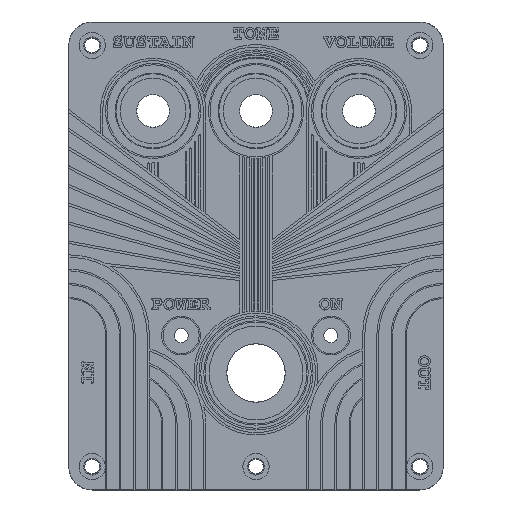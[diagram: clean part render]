
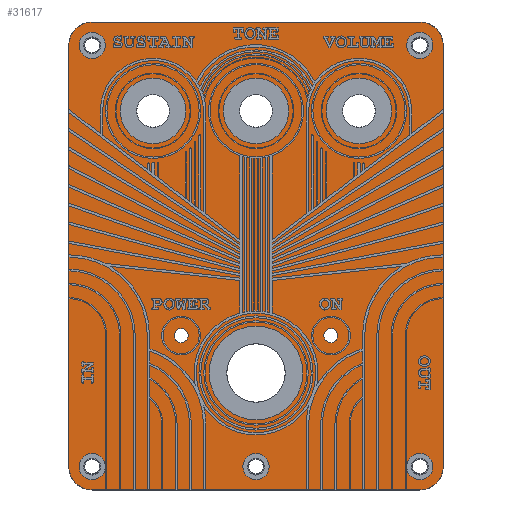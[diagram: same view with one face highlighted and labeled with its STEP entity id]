
A CAD part, top view. The second image highlights one B-rep face of the part: STEP entity #31617.
In plain terms, the highlighted planar face has unit normal (0, 0, 1).
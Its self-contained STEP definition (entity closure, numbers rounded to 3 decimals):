
#31617 = ADVANCED_FACE('',(#31618,#31752,#31763,#31774,#31785,#31796,
    #31807,#31818,#31829,#31840,#31851,#31862),#31873,.T.);
#31618 = FACE_BOUND('',#31619,.F.);
#31619 = EDGE_LOOP('',(#31620,#31631,#31639,#31647,#31655,#31664,#31672,
    #31680,#31688,#31697,#31705,#31713,#31721,#31730,#31738,#31746));
#31620 = ORIENTED_EDGE('',*,*,#31621,.T.);
#31621 = EDGE_CURVE('',#31622,#31624,#31626,.T.);
#31622 = VERTEX_POINT('',#31623);
#31623 = CARTESIAN_POINT('',(0.002,-4.782,1.56));
#31624 = VERTEX_POINT('',#31625);
#31625 = CARTESIAN_POINT('',(4.782,-0.002,1.56));
#31626 = CIRCLE('',#31627,5.002);
#31627 = AXIS2_PLACEMENT_3D('',#31628,#31629,#31630);
#31628 = CARTESIAN_POINT('',(5.,-5.,1.56));
#31629 = DIRECTION('',(0.,0.,-1.));
#31630 = DIRECTION('',(-0.999,0.044,0.));
#31631 = ORIENTED_EDGE('',*,*,#31632,.T.);
#31632 = EDGE_CURVE('',#31624,#31633,#31635,.T.);
#31633 = VERTEX_POINT('',#31634);
#31634 = CARTESIAN_POINT('',(5.,-0.,1.56));
#31635 = LINE('',#31636,#31637);
#31636 = CARTESIAN_POINT('',(4.782,-0.002,1.56));
#31637 = VECTOR('',#31638,1.);
#31638 = DIRECTION('',(1.,0.011,0.));
#31639 = ORIENTED_EDGE('',*,*,#31640,.T.);
#31640 = EDGE_CURVE('',#31633,#31641,#31643,.T.);
#31641 = VERTEX_POINT('',#31642);
#31642 = CARTESIAN_POINT('',(75.,-0.,1.56));
#31643 = LINE('',#31644,#31645);
#31644 = CARTESIAN_POINT('',(5.,-0.,1.56));
#31645 = VECTOR('',#31646,1.);
#31646 = DIRECTION('',(1.,0.,0.));
#31647 = ORIENTED_EDGE('',*,*,#31648,.T.);
#31648 = EDGE_CURVE('',#31641,#31649,#31651,.T.);
#31649 = VERTEX_POINT('',#31650);
#31650 = CARTESIAN_POINT('',(75.218,-0.002,1.56));
#31651 = LINE('',#31652,#31653);
#31652 = CARTESIAN_POINT('',(75.,-0.,1.56));
#31653 = VECTOR('',#31654,1.);
#31654 = DIRECTION('',(1.,-0.011,0.));
#31655 = ORIENTED_EDGE('',*,*,#31656,.T.);
#31656 = EDGE_CURVE('',#31649,#31657,#31659,.T.);
#31657 = VERTEX_POINT('',#31658);
#31658 = CARTESIAN_POINT('',(79.998,-4.782,1.56));
#31659 = CIRCLE('',#31660,5.002);
#31660 = AXIS2_PLACEMENT_3D('',#31661,#31662,#31663);
#31661 = CARTESIAN_POINT('',(75.,-5.,1.56));
#31662 = DIRECTION('',(0.,0.,-1.));
#31663 = DIRECTION('',(0.044,0.999,0.));
#31664 = ORIENTED_EDGE('',*,*,#31665,.T.);
#31665 = EDGE_CURVE('',#31657,#31666,#31668,.T.);
#31666 = VERTEX_POINT('',#31667);
#31667 = CARTESIAN_POINT('',(80.,-5.,1.56));
#31668 = LINE('',#31669,#31670);
#31669 = CARTESIAN_POINT('',(79.998,-4.782,1.56));
#31670 = VECTOR('',#31671,1.);
#31671 = DIRECTION('',(0.011,-1.,0.));
#31672 = ORIENTED_EDGE('',*,*,#31673,.T.);
#31673 = EDGE_CURVE('',#31666,#31674,#31676,.T.);
#31674 = VERTEX_POINT('',#31675);
#31675 = CARTESIAN_POINT('',(80.,-95.,1.56));
#31676 = LINE('',#31677,#31678);
#31677 = CARTESIAN_POINT('',(80.,-5.,1.56));
#31678 = VECTOR('',#31679,1.);
#31679 = DIRECTION('',(0.,-1.,0.));
#31680 = ORIENTED_EDGE('',*,*,#31681,.T.);
#31681 = EDGE_CURVE('',#31674,#31682,#31684,.T.);
#31682 = VERTEX_POINT('',#31683);
#31683 = CARTESIAN_POINT('',(79.998,-95.218,1.56));
#31684 = LINE('',#31685,#31686);
#31685 = CARTESIAN_POINT('',(80.,-95.,1.56));
#31686 = VECTOR('',#31687,1.);
#31687 = DIRECTION('',(-0.011,-1.,0.));
#31688 = ORIENTED_EDGE('',*,*,#31689,.T.);
#31689 = EDGE_CURVE('',#31682,#31690,#31692,.T.);
#31690 = VERTEX_POINT('',#31691);
#31691 = CARTESIAN_POINT('',(75.218,-99.998,1.56));
#31692 = CIRCLE('',#31693,5.002);
#31693 = AXIS2_PLACEMENT_3D('',#31694,#31695,#31696);
#31694 = CARTESIAN_POINT('',(75.,-95.,1.56));
#31695 = DIRECTION('',(0.,0.,-1.));
#31696 = DIRECTION('',(0.999,-0.044,0.));
#31697 = ORIENTED_EDGE('',*,*,#31698,.T.);
#31698 = EDGE_CURVE('',#31690,#31699,#31701,.T.);
#31699 = VERTEX_POINT('',#31700);
#31700 = CARTESIAN_POINT('',(75.,-100.,1.56));
#31701 = LINE('',#31702,#31703);
#31702 = CARTESIAN_POINT('',(75.218,-99.998,1.56));
#31703 = VECTOR('',#31704,1.);
#31704 = DIRECTION('',(-1.,-0.011,0.));
#31705 = ORIENTED_EDGE('',*,*,#31706,.T.);
#31706 = EDGE_CURVE('',#31699,#31707,#31709,.T.);
#31707 = VERTEX_POINT('',#31708);
#31708 = CARTESIAN_POINT('',(5.,-100.,1.56));
#31709 = LINE('',#31710,#31711);
#31710 = CARTESIAN_POINT('',(75.,-100.,1.56));
#31711 = VECTOR('',#31712,1.);
#31712 = DIRECTION('',(-1.,0.,0.));
#31713 = ORIENTED_EDGE('',*,*,#31714,.T.);
#31714 = EDGE_CURVE('',#31707,#31715,#31717,.T.);
#31715 = VERTEX_POINT('',#31716);
#31716 = CARTESIAN_POINT('',(4.782,-99.998,1.56));
#31717 = LINE('',#31718,#31719);
#31718 = CARTESIAN_POINT('',(5.,-100.,1.56));
#31719 = VECTOR('',#31720,1.);
#31720 = DIRECTION('',(-1.,0.011,0.));
#31721 = ORIENTED_EDGE('',*,*,#31722,.T.);
#31722 = EDGE_CURVE('',#31715,#31723,#31725,.T.);
#31723 = VERTEX_POINT('',#31724);
#31724 = CARTESIAN_POINT('',(0.002,-95.218,1.56));
#31725 = CIRCLE('',#31726,5.002);
#31726 = AXIS2_PLACEMENT_3D('',#31727,#31728,#31729);
#31727 = CARTESIAN_POINT('',(5.,-95.,1.56));
#31728 = DIRECTION('',(0.,0.,-1.));
#31729 = DIRECTION('',(-0.044,-0.999,-0.));
#31730 = ORIENTED_EDGE('',*,*,#31731,.T.);
#31731 = EDGE_CURVE('',#31723,#31732,#31734,.T.);
#31732 = VERTEX_POINT('',#31733);
#31733 = CARTESIAN_POINT('',(0.,-95.,1.56));
#31734 = LINE('',#31735,#31736);
#31735 = CARTESIAN_POINT('',(0.002,-95.218,1.56));
#31736 = VECTOR('',#31737,1.);
#31737 = DIRECTION('',(-0.011,1.,0.));
#31738 = ORIENTED_EDGE('',*,*,#31739,.T.);
#31739 = EDGE_CURVE('',#31732,#31740,#31742,.T.);
#31740 = VERTEX_POINT('',#31741);
#31741 = CARTESIAN_POINT('',(0.,-5.,1.56));
#31742 = LINE('',#31743,#31744);
#31743 = CARTESIAN_POINT('',(0.,-95.,1.56));
#31744 = VECTOR('',#31745,1.);
#31745 = DIRECTION('',(0.,1.,0.));
#31746 = ORIENTED_EDGE('',*,*,#31747,.T.);
#31747 = EDGE_CURVE('',#31740,#31622,#31748,.T.);
#31748 = LINE('',#31749,#31750);
#31749 = CARTESIAN_POINT('',(0.,-5.,1.56));
#31750 = VECTOR('',#31751,1.);
#31751 = DIRECTION('',(0.011,1.,0.));
#31752 = FACE_BOUND('',#31753,.F.);
#31753 = EDGE_LOOP('',(#31754));
#31754 = ORIENTED_EDGE('',*,*,#31755,.T.);
#31755 = EDGE_CURVE('',#31756,#31756,#31758,.T.);
#31756 = VERTEX_POINT('',#31757);
#31757 = CARTESIAN_POINT('',(7.8,-95.,1.56));
#31758 = CIRCLE('',#31759,2.8);
#31759 = AXIS2_PLACEMENT_3D('',#31760,#31761,#31762);
#31760 = CARTESIAN_POINT('',(5.,-95.,1.56));
#31761 = DIRECTION('',(0.,0.,1.));
#31762 = DIRECTION('',(1.,0.,-0.));
#31763 = FACE_BOUND('',#31764,.F.);
#31764 = EDGE_LOOP('',(#31765));
#31765 = ORIENTED_EDGE('',*,*,#31766,.T.);
#31766 = EDGE_CURVE('',#31767,#31767,#31769,.T.);
#31767 = VERTEX_POINT('',#31768);
#31768 = CARTESIAN_POINT('',(42.8,-95.,1.56));
#31769 = CIRCLE('',#31770,2.8);
#31770 = AXIS2_PLACEMENT_3D('',#31771,#31772,#31773);
#31771 = CARTESIAN_POINT('',(40.,-95.,1.56));
#31772 = DIRECTION('',(0.,0.,1.));
#31773 = DIRECTION('',(1.,0.,-0.));
#31774 = FACE_BOUND('',#31775,.F.);
#31775 = EDGE_LOOP('',(#31776));
#31776 = ORIENTED_EDGE('',*,*,#31777,.T.);
#31777 = EDGE_CURVE('',#31778,#31778,#31780,.T.);
#31778 = VERTEX_POINT('',#31779);
#31779 = CARTESIAN_POINT('',(77.8,-95.,1.56));
#31780 = CIRCLE('',#31781,2.8);
#31781 = AXIS2_PLACEMENT_3D('',#31782,#31783,#31784);
#31782 = CARTESIAN_POINT('',(75.,-95.,1.56));
#31783 = DIRECTION('',(0.,0.,1.));
#31784 = DIRECTION('',(1.,0.,-0.));
#31785 = FACE_BOUND('',#31786,.F.);
#31786 = EDGE_LOOP('',(#31787));
#31787 = ORIENTED_EDGE('',*,*,#31788,.T.);
#31788 = EDGE_CURVE('',#31789,#31789,#31791,.T.);
#31789 = VERTEX_POINT('',#31790);
#31790 = CARTESIAN_POINT('',(50.,-75.,1.56));
#31791 = CIRCLE('',#31792,10.);
#31792 = AXIS2_PLACEMENT_3D('',#31793,#31794,#31795);
#31793 = CARTESIAN_POINT('',(40.,-75.,1.56));
#31794 = DIRECTION('',(0.,0.,1.));
#31795 = DIRECTION('',(1.,0.,-0.));
#31796 = FACE_BOUND('',#31797,.F.);
#31797 = EDGE_LOOP('',(#31798));
#31798 = ORIENTED_EDGE('',*,*,#31799,.T.);
#31799 = EDGE_CURVE('',#31800,#31800,#31802,.T.);
#31800 = VERTEX_POINT('',#31801);
#31801 = CARTESIAN_POINT('',(25.5,-67.,1.56));
#31802 = CIRCLE('',#31803,1.5);
#31803 = AXIS2_PLACEMENT_3D('',#31804,#31805,#31806);
#31804 = CARTESIAN_POINT('',(24.,-67.,1.56));
#31805 = DIRECTION('',(0.,0.,1.));
#31806 = DIRECTION('',(1.,0.,-0.));
#31807 = FACE_BOUND('',#31808,.F.);
#31808 = EDGE_LOOP('',(#31809));
#31809 = ORIENTED_EDGE('',*,*,#31810,.T.);
#31810 = EDGE_CURVE('',#31811,#31811,#31813,.T.);
#31811 = VERTEX_POINT('',#31812);
#31812 = CARTESIAN_POINT('',(57.5,-67.,1.56));
#31813 = CIRCLE('',#31814,1.5);
#31814 = AXIS2_PLACEMENT_3D('',#31815,#31816,#31817);
#31815 = CARTESIAN_POINT('',(56.,-67.,1.56));
#31816 = DIRECTION('',(0.,0.,1.));
#31817 = DIRECTION('',(1.,0.,-0.));
#31818 = FACE_BOUND('',#31819,.F.);
#31819 = EDGE_LOOP('',(#31820));
#31820 = ORIENTED_EDGE('',*,*,#31821,.T.);
#31821 = EDGE_CURVE('',#31822,#31822,#31824,.T.);
#31822 = VERTEX_POINT('',#31823);
#31823 = CARTESIAN_POINT('',(25.,-19.,1.56));
#31824 = CIRCLE('',#31825,7.);
#31825 = AXIS2_PLACEMENT_3D('',#31826,#31827,#31828);
#31826 = CARTESIAN_POINT('',(18.,-19.,1.56));
#31827 = DIRECTION('',(0.,0.,1.));
#31828 = DIRECTION('',(1.,0.,-0.));
#31829 = FACE_BOUND('',#31830,.F.);
#31830 = EDGE_LOOP('',(#31831));
#31831 = ORIENTED_EDGE('',*,*,#31832,.T.);
#31832 = EDGE_CURVE('',#31833,#31833,#31835,.T.);
#31833 = VERTEX_POINT('',#31834);
#31834 = CARTESIAN_POINT('',(47.,-19.,1.56));
#31835 = CIRCLE('',#31836,7.);
#31836 = AXIS2_PLACEMENT_3D('',#31837,#31838,#31839);
#31837 = CARTESIAN_POINT('',(40.,-19.,1.56));
#31838 = DIRECTION('',(0.,0.,1.));
#31839 = DIRECTION('',(1.,0.,-0.));
#31840 = FACE_BOUND('',#31841,.F.);
#31841 = EDGE_LOOP('',(#31842));
#31842 = ORIENTED_EDGE('',*,*,#31843,.T.);
#31843 = EDGE_CURVE('',#31844,#31844,#31846,.T.);
#31844 = VERTEX_POINT('',#31845);
#31845 = CARTESIAN_POINT('',(69.,-19.,1.56));
#31846 = CIRCLE('',#31847,7.);
#31847 = AXIS2_PLACEMENT_3D('',#31848,#31849,#31850);
#31848 = CARTESIAN_POINT('',(62.,-19.,1.56));
#31849 = DIRECTION('',(0.,0.,1.));
#31850 = DIRECTION('',(1.,0.,-0.));
#31851 = FACE_BOUND('',#31852,.F.);
#31852 = EDGE_LOOP('',(#31853));
#31853 = ORIENTED_EDGE('',*,*,#31854,.T.);
#31854 = EDGE_CURVE('',#31855,#31855,#31857,.T.);
#31855 = VERTEX_POINT('',#31856);
#31856 = CARTESIAN_POINT('',(7.8,-5.,1.56));
#31857 = CIRCLE('',#31858,2.8);
#31858 = AXIS2_PLACEMENT_3D('',#31859,#31860,#31861);
#31859 = CARTESIAN_POINT('',(5.,-5.,1.56));
#31860 = DIRECTION('',(0.,0.,1.));
#31861 = DIRECTION('',(1.,0.,-0.));
#31862 = FACE_BOUND('',#31863,.F.);
#31863 = EDGE_LOOP('',(#31864));
#31864 = ORIENTED_EDGE('',*,*,#31865,.T.);
#31865 = EDGE_CURVE('',#31866,#31866,#31868,.T.);
#31866 = VERTEX_POINT('',#31867);
#31867 = CARTESIAN_POINT('',(77.8,-5.,1.56));
#31868 = CIRCLE('',#31869,2.8);
#31869 = AXIS2_PLACEMENT_3D('',#31870,#31871,#31872);
#31870 = CARTESIAN_POINT('',(75.,-5.,1.56));
#31871 = DIRECTION('',(0.,0.,1.));
#31872 = DIRECTION('',(1.,0.,-0.));
#31873 = PLANE('',#31874);
#31874 = AXIS2_PLACEMENT_3D('',#31875,#31876,#31877);
#31875 = CARTESIAN_POINT('',(0.,0.,1.56));
#31876 = DIRECTION('',(0.,0.,1.));
#31877 = DIRECTION('',(1.,0.,-0.));
